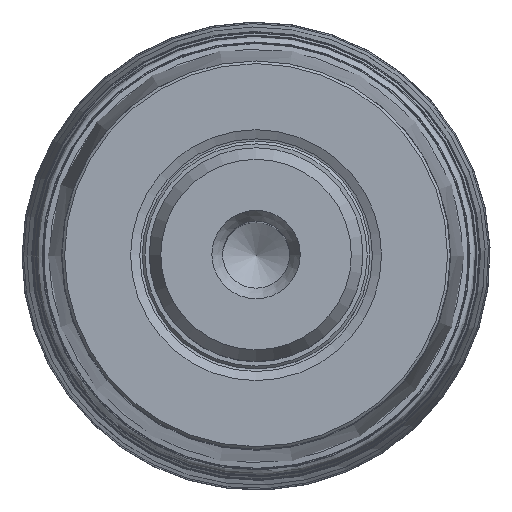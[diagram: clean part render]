
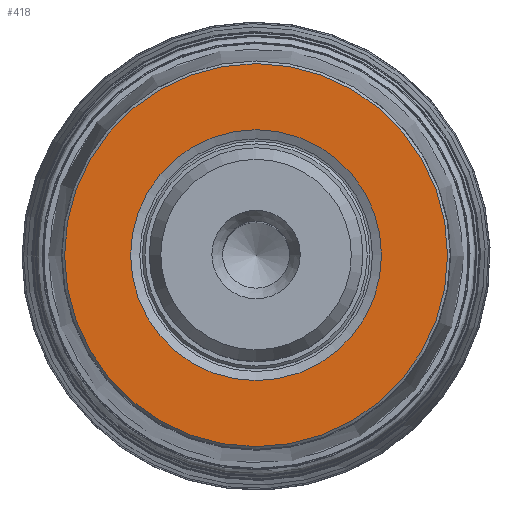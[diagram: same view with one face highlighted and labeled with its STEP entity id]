
A CAD part, top view. The second image highlights one B-rep face of the part: STEP entity #418.
In plain terms, the highlighted planar face has unit normal (0, 0, 1).
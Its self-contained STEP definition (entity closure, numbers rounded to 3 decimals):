
#252=PLANE('',#1482);
#332=CIRCLE('',#1480,14.3);
#333=CIRCLE('',#1481,9.366);
#418=ADVANCED_FACE('',(#525,#526),#252,.T.);
#525=FACE_BOUND('',#709,.T.);
#526=FACE_BOUND('',#710,.T.);
#709=EDGE_LOOP('',(#915));
#710=EDGE_LOOP('',(#916));
#915=ORIENTED_EDGE('',*,*,#1251,.T.);
#916=ORIENTED_EDGE('',*,*,#1252,.T.);
#1143=VERTEX_POINT('',#2796);
#1144=VERTEX_POINT('',#2798);
#1251=EDGE_CURVE('',#1143,#1143,#332,.T.);
#1252=EDGE_CURVE('',#1144,#1144,#333,.T.);
#1480=AXIS2_PLACEMENT_3D('',#2795,#1622,#1623);
#1481=AXIS2_PLACEMENT_3D('',#2797,#1624,#1625);
#1482=AXIS2_PLACEMENT_3D('',#2799,#1626,#1627);
#1622=DIRECTION('',(0.,0.,1.));
#1623=DIRECTION('',(1.,0.,0.));
#1624=DIRECTION('',(0.,0.,-1.));
#1625=DIRECTION('',(-1.,0.,0.));
#1626=DIRECTION('',(0.,0.,1.));
#1627=DIRECTION('',(1.,0.,0.));
#2795=CARTESIAN_POINT('',(0.,0.,44.45));
#2796=CARTESIAN_POINT('',(14.3,0.,44.45));
#2797=CARTESIAN_POINT('',(0.,0.,44.45));
#2798=CARTESIAN_POINT('',(-9.366,0.,44.45));
#2799=CARTESIAN_POINT('',(0.,-14.5,44.45));
